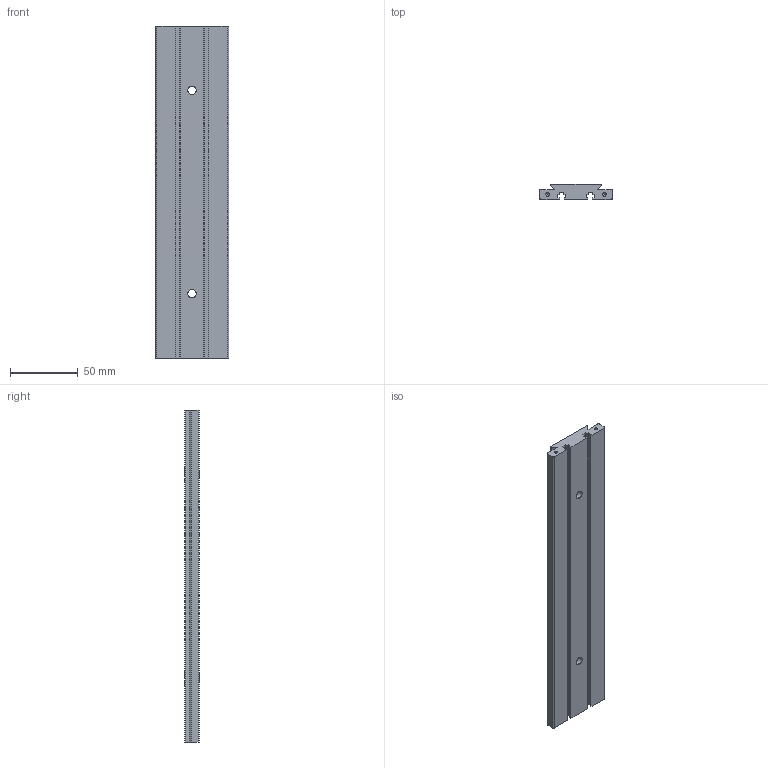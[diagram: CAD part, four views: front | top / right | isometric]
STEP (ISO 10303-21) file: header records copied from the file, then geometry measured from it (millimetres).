
FILE_DESCRIPTION (( 'STEP AP214' ), '1' );
FILE_NAME ('VT-245-01(REV01).STEP', '2018-07-31T09:25:42', ( '' ), ( '' ), 'SwSTEP 2.0', 'SolidWorks 2016', '' );
FILE_SCHEMA (( 'AUTOMOTIVE_DESIGN' ));
Length unit declared in the file: millimetre
Products named in the file (1): VT-245-01(REV01)
Bounding box: 54 x 11 x 245 mm (x, y, z)
Volume: 113758.8 mm3; surface area: 42618.3 mm2
Topology: 1 solids, 1 shells, 73 faces, 199 edges, 126 vertices
Faces by surface type: plane 38, cylinder 27, cone 8
Entity records: 2377 total; most frequent: DIRECTION 393, CARTESIAN_POINT 391, ORIENTED_EDGE 382, EDGE_CURVE 191, VECTOR 137, LINE 137, AXIS2_PLACEMENT_3D 128, VERTEX_POINT 126
